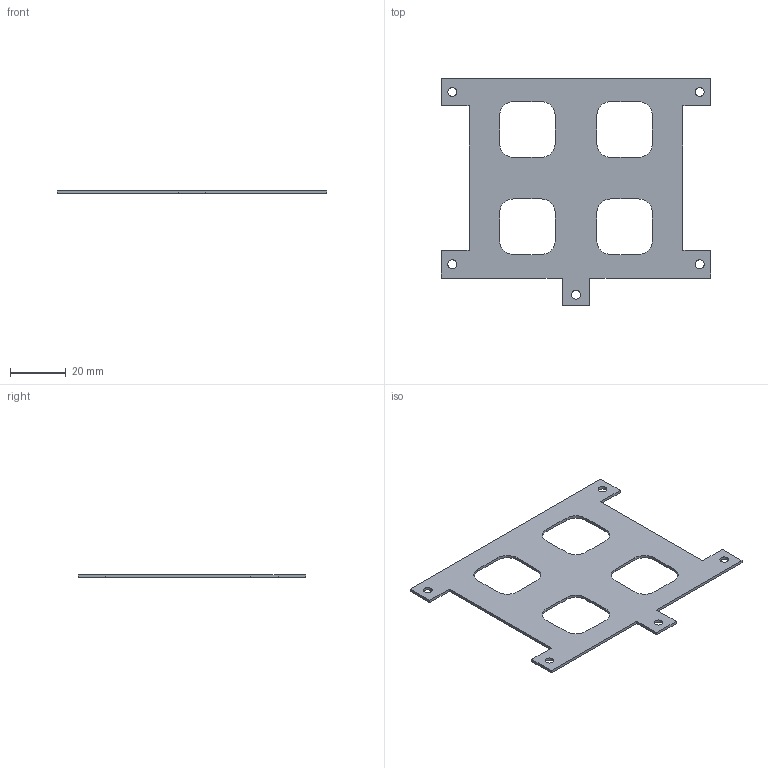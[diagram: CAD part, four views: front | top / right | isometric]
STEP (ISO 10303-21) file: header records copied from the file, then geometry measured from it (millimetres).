
FILE_DESCRIPTION(/* description */ (''),/* implementation_level */ '2;1');
FILE_NAME(/* name */ 'battery_box_24V_top.stp',/* time_stamp */ '2023-06-26T16:51:37+08:00',/* author */ ('310611102'),/* organization */ (''),/* preprocessor_version */ 'ST-DEVELOPER v19',/* originating_system */ 'Autodesk Inventor 2023',/* authorisation */ '');
FILE_SCHEMA (('AUTOMOTIVE_DESIGN { 1 0 10303 214 3 1 1 }'));
Length unit declared in the file: millimetre
Products named in the file (1): battery_box_24V_top
Bounding box: 97 x 82 x 1 mm (x, y, z)
Volume: 4489.6 mm3; surface area: 9713.2 mm2
Topology: 1 solids, 1 shells, 55 faces, 159 edges, 106 vertices
Faces by surface type: plane 34, cylinder 21
Full cylindrical faces by diameter (mm): 3.2 x5
Entity records: 1894 total; most frequent: CARTESIAN_POINT 321, ORIENTED_EDGE 318, DIRECTION 313, EDGE_CURVE 159, LINE 117, VECTOR 117, VERTEX_POINT 106, AXIS2_PLACEMENT_3D 98
